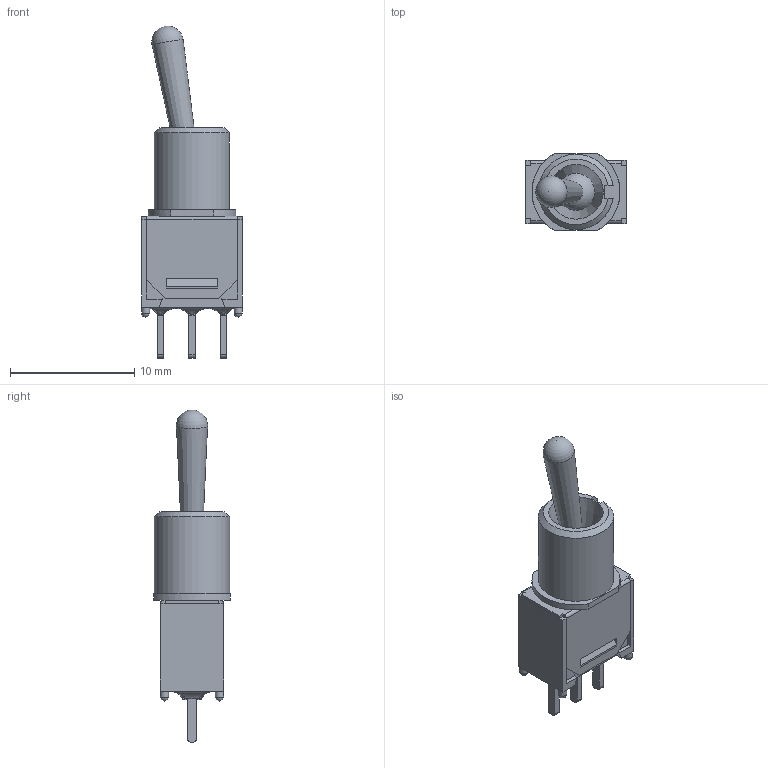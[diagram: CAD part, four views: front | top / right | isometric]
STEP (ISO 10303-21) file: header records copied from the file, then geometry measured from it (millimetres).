
FILE_DESCRIPTION(/* description */ (''),/* implementation_level */ '2;1');
FILE_NAME(/* name */ '200MSPxT1B7M2xE.stp',/* time_stamp */ '2025-04-29T08:38:38-05:00',/* author */ ('mroman'),/* organization */ (''),/* preprocessor_version */ 'ST-DEVELOPER v18.1',/* originating_system */ 'Autodesk Inventor 2022',/* authorisation */ '');
FILE_SCHEMA (('AUTOMOTIVE_DESIGN { 1 0 10303 214 3 1 1 }'));
Length unit declared in the file: inch
Products named in the file (1): 200MSPxT1B7M2xE
Bounding box: 8.13 x 6.2 x 26.75 mm (x, y, z)
Volume: 367.5 mm3; surface area: 954.5 mm2
Topology: 1 solids, 3 shells, 154 faces, 429 edges, 274 vertices
Faces by surface type: plane 114, cylinder 21, bspline 8, sphere 7, cone 4
Full cylindrical faces by diameter (mm): 0.65 x4
Entity records: 5397 total; most frequent: CARTESIAN_POINT 1489, ORIENTED_EDGE 846, DIRECTION 737, EDGE_CURVE 423, LINE 315, VECTOR 315, VERTEX_POINT 274, AXIS2_PLACEMENT_3D 211
